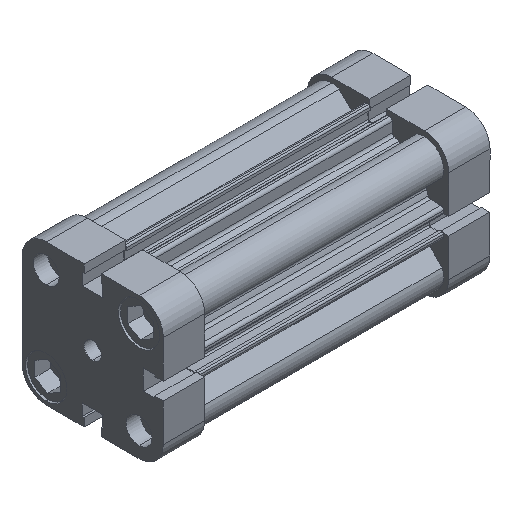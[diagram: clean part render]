
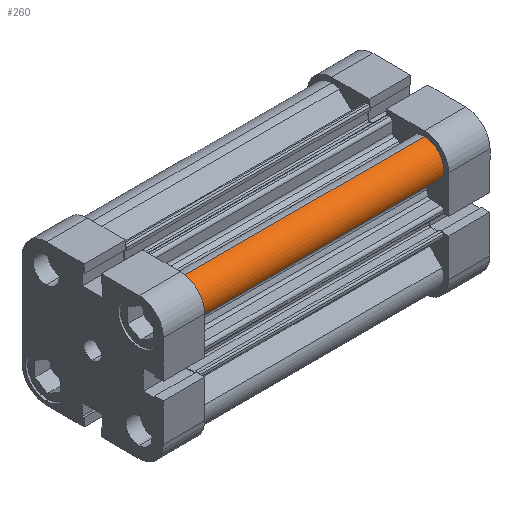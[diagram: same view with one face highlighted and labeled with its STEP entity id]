
A CAD part, isometric view. The second image highlights one B-rep face of the part: STEP entity #260.
In plain terms, the highlighted cylindrical face has radius 6.75 mm (diameter 13.5 mm), a partial arc.
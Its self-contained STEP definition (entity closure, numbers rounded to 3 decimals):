
#260 = ADVANCED_FACE ( 'NONE', ( #8769 ), #8761, .T. ) ;
#618 = ORIENTED_EDGE ( 'NONE', *, *, #7699, .F. ) ;
#619 = ORIENTED_EDGE ( 'NONE', *, *, #7688, .T. ) ;
#620 = ORIENTED_EDGE ( 'NONE', *, *, #7697, .T. ) ;
#621 = ORIENTED_EDGE ( 'NONE', *, *, #7698, .F. ) ;
#996 = VERTEX_POINT ( 'NONE', #1853 ) ;
#997 = VERTEX_POINT ( 'NONE', #1854 ) ;
#998 = VERTEX_POINT ( 'NONE', #1855 ) ;
#999 = VERTEX_POINT ( 'NONE', #1856 ) ;
#1474 = DIRECTION ( 'NONE',  ( -1., 0., 0. ) ) ;
#1475 = DIRECTION ( 'NONE',  ( 0., 0., -1. ) ) ;
#1476 = CARTESIAN_POINT ( 'NONE',  ( -16.25, -16.25, 85.5 ) ) ;
#1853 = CARTESIAN_POINT ( 'NONE',  ( -23., -16.25, 85.5 ) ) ;
#1854 = CARTESIAN_POINT ( 'NONE',  ( -13.633, -22.472, 85.5 ) ) ;
#1855 = CARTESIAN_POINT ( 'NONE',  ( -23., -16.25, 0. ) ) ;
#1856 = CARTESIAN_POINT ( 'NONE',  ( -13.633, -22.472, 0. ) ) ;
#3818 = CARTESIAN_POINT ( 'NONE',  ( -16.25, -16.25, 0. ) ) ;
#3819 = DIRECTION ( 'NONE',  ( 0., 0., 1. ) ) ;
#3820 = DIRECTION ( 'NONE',  ( -1., 0., 0. ) ) ;
#3838 = CARTESIAN_POINT ( 'NONE',  ( -16.25, -16.25, 85.5 ) ) ;
#3840 = CARTESIAN_POINT ( 'NONE',  ( -23., -16.25, 85.5 ) ) ;
#3841 = DIRECTION ( 'NONE',  ( 0., 0., -1. ) ) ;
#3842 = DIRECTION ( 'NONE',  ( 0., 0., 1. ) ) ;
#3843 = DIRECTION ( 'NONE',  ( -1., 0., 0. ) ) ;
#3845 = CARTESIAN_POINT ( 'NONE',  ( -13.633, -22.472, 85.5 ) ) ;
#3846 = DIRECTION ( 'NONE',  ( 0., 0., -1. ) ) ;
#4661 = CIRCLE ( 'NONE', #9501, 6.75 ) ;
#4668 = LINE ( 'NONE', #3845, #4669 ) ;
#4669 = VECTOR ( 'NONE', #3846, 1000. ) ;
#4674 = LINE ( 'NONE', #3840, #4675 ) ;
#4675 = VECTOR ( 'NONE', #3841, 1000. ) ;
#4677 = CIRCLE ( 'NONE', #9505, 6.75 ) ;
#7161 = EDGE_LOOP ( 'NONE', ( #621, #620, #619, #618 ) ) ;
#7688 = EDGE_CURVE ( 'NONE', #998, #999, #4661, .T. ) ;
#7697 = EDGE_CURVE ( 'NONE', #996, #998, #4674, .T. ) ;
#7698 = EDGE_CURVE ( 'NONE', #996, #997, #4677, .T. ) ;
#7699 = EDGE_CURVE ( 'NONE', #997, #999, #4668, .T. ) ;
#8761 = CYLINDRICAL_SURFACE ( 'NONE', #9252, 6.75 ) ;
#8769 = FACE_OUTER_BOUND ( 'NONE', #7161, .T. ) ;
#9252 = AXIS2_PLACEMENT_3D ( 'NONE', #1476, #1475, #1474 ) ;
#9501 = AXIS2_PLACEMENT_3D ( 'NONE', #3818, #3819, #3820 ) ;
#9505 = AXIS2_PLACEMENT_3D ( 'NONE', #3838, #3842, #3843 ) ;
